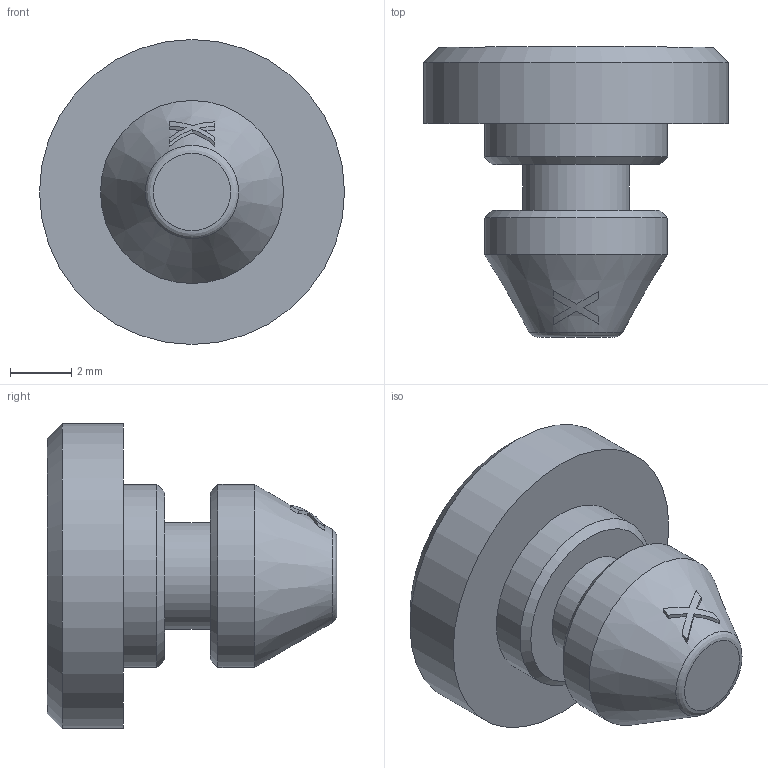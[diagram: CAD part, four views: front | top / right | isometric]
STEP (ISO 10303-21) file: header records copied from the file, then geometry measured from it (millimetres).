
FILE_DESCRIPTION (( 'STEP AP203' ), '1' );
FILE_NAME ('CR-001.step', '2021-11-26T10:38:50', ( '' ), ( '' ), 'SwSTEP 2.0', 'SolidWorks 2018', '' );
FILE_SCHEMA (( 'CONFIG_CONTROL_DESIGN' ));
Length unit declared in the file: millimetre
Products named in the file (2): CR-001
Bounding box: 10 x 9.5 x 10 mm (x, y, z)
Volume: 328.6 mm3; surface area: 349.3 mm2
Topology: 1 solids, 1 shells, 27 faces, 60 edges, 39 vertices
Faces by surface type: plane 17, cone 5, cylinder 4, torus 1
Full cylindrical faces by diameter (mm): 3.5 x1, 6 x2, 10 x1
Entity records: 843 total; most frequent: CARTESIAN_POINT 187, ORIENTED_EDGE 98, DIRECTION 96, EDGE_CURVE 49, AXIS2_PLACEMENT_3D 42, EDGE_LOOP 40, VERTEX_POINT 37, FACE_OUTER_BOUND 32
